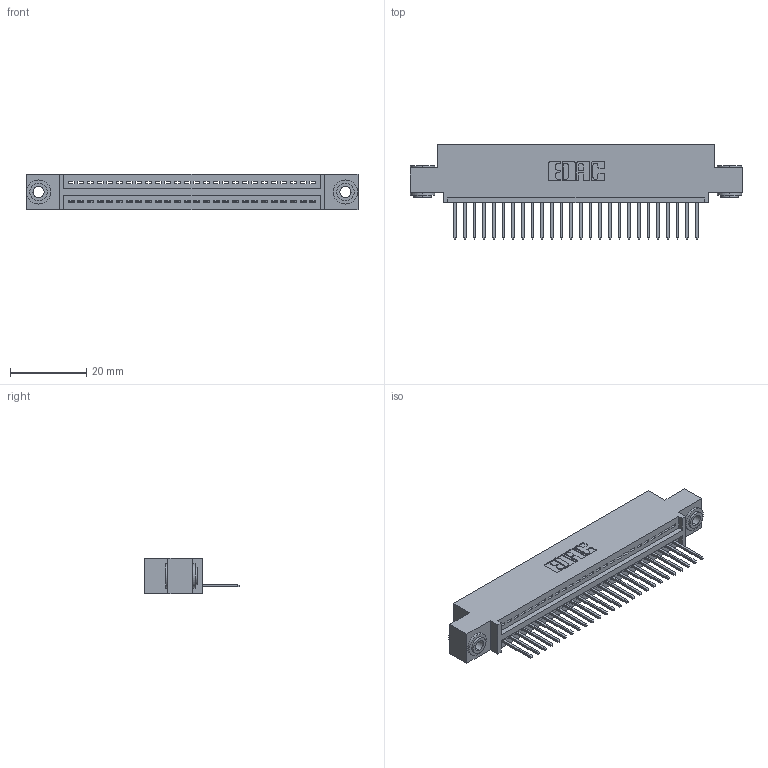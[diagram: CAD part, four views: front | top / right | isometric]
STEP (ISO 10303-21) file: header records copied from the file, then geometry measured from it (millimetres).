
FILE_DESCRIPTION (( 'STEP AP203' ), '1' );
FILE_NAME ('395-026-523-403.STEP', '2019-10-18T09:12:46', ( '' ), ( '' ), 'SwSTEP 2.0', 'SolidWorks 2016', '' );
FILE_SCHEMA (( 'CONFIG_CONTROL_DESIGN' ));
Length unit declared in the file: inch
Products named in the file (4): 345-250-002_345-250-002-102; 345 Part_0.110 Offset - 0.156 Dia-TH; 395-026-523-403; 345-292-001_345-293-123
Assembly tree (29 placements, depth 2):
  395-026-523-403
    345 Part_0.110 Offset - 0.156 Dia-TH
    345-292-001_345-293-123  x26
    345-250-002_345-250-002-102  x2
Bounding box: 87.25 x 24.82 x 9.4 mm (x, y, z)
Volume: 8091.9 mm3; surface area: 10860.7 mm2
Topology: 29 solids, 29 shells, 1676 faces, 5005 edges, 3298 vertices
Faces by surface type: plane 1134, cylinder 534, cone 8
Entity records: 22522 total; most frequent: CARTESIAN_POINT 3881, ORIENTED_EDGE 3834, DIRECTION 3443, EDGE_CURVE 1917, VECTOR 1657, LINE 1657, VERTEX_POINT 1274, AXIS2_PLACEMENT_3D 893
